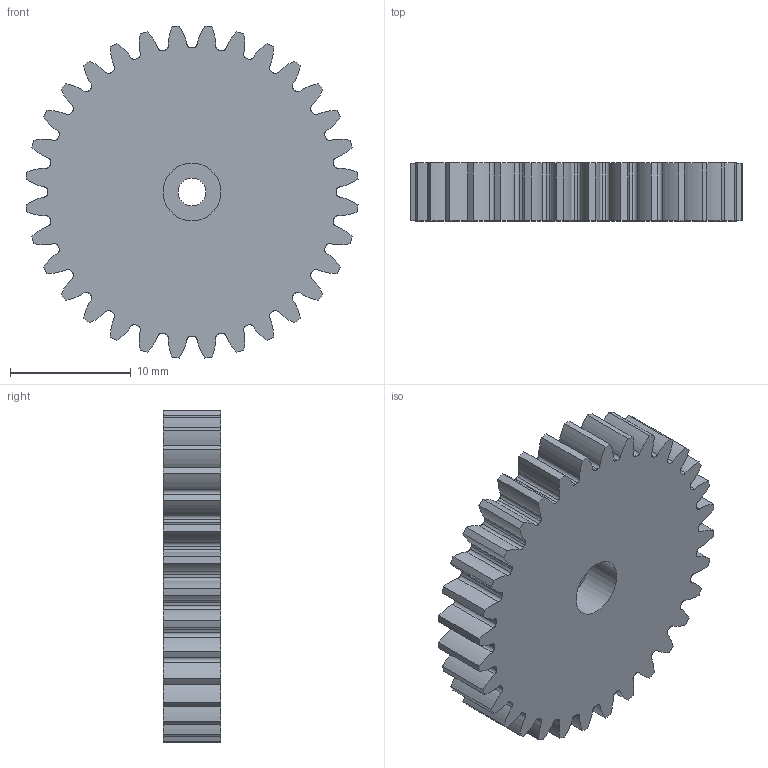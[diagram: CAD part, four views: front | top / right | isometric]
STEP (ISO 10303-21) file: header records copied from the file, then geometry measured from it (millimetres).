
FILE_DESCRIPTION(/* description */ ('STEP AP242','CAx-IF Rec.Pracs.---Representation and Presentation of Product Manufacturing Information (PMI)---4.0---2014-10-13','CAx-IF Rec.Pracs.---3D Tessellated Geometry---0.4---2014-09-14','2;1'),/* implementation_level */ '2;1');
FILE_NAME(/* name */ '688c46aeaacd4a3391d06a96',/* time_stamp */ '2025-08-01T04:46:39Z',/* author */ (''),/* organization */ (''),/* preprocessor_version */ 'ST-DEVELOPER v20',/* originating_system */ 'ONSHAPE BY PTC INC, 1.201',/* authorisation */ ' ');
FILE_SCHEMA (('AP242_MANAGED_MODEL_BASED_3D_ENGINEERING_MIM_LF { 1 0 10303 442 1 1 4 }'));
Length unit declared in the file: metre
Products named in the file (1): 32T Servo Gear
Bounding box: 27.54 x 4.8 x 27.54 mm (x, y, z)
Volume: 2458 mm3; surface area: 1877.7 mm2
Topology: 1 solids, 1 shells, 197 faces, 582 edges, 388 vertices
Faces by surface type: cylinder 130, bspline 64, plane 3
Full cylindrical faces by diameter (mm): 2.3 x1, 4.8 x1
Entity records: 10552 total; most frequent: CARTESIAN_POINT 5454, ORIENTED_EDGE 1160, DIRECTION 980, EDGE_CURVE 580, AXIS2_PLACEMENT_3D 394, VERTEX_POINT 388, CIRCLE 260, EDGE_LOOP 202
